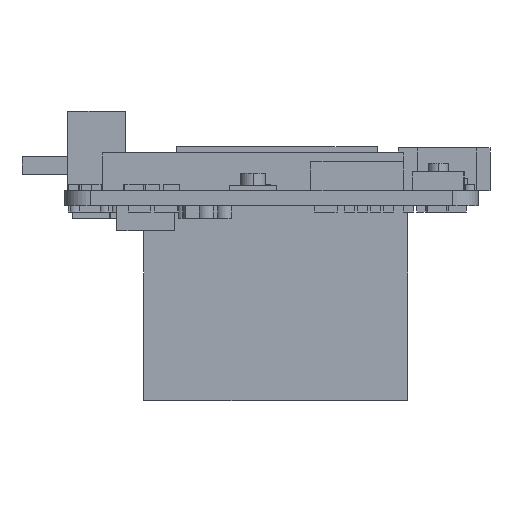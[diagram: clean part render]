
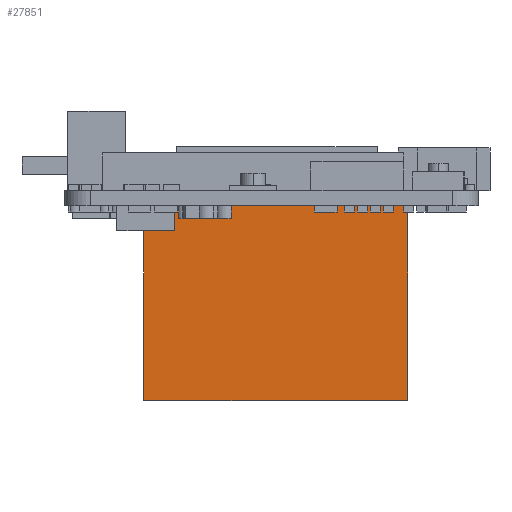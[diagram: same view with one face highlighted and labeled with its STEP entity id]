
A CAD part, front view. The second image highlights one B-rep face of the part: STEP entity #27851.
In plain terms, the highlighted planar face has unit normal (0, -1, 0).
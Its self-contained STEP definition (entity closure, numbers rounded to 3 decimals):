
#7408=DIRECTION('',(-1.,0.,0.));
#7409=VECTOR('',#7408,21.);
#7410=CARTESIAN_POINT('',(36.387,28.253,-1.2));
#7411=LINE('',#7410,#7409);
#9585=DIRECTION('',(0.,0.,-1.));
#9586=VECTOR('',#9585,15.5);
#9587=CARTESIAN_POINT('',(36.387,28.253,-1.2));
#9588=LINE('',#9587,#9586);
#9597=DIRECTION('',(0.,0.,-1.));
#9598=VECTOR('',#9597,15.5);
#9599=CARTESIAN_POINT('',(15.387,28.253,-1.2));
#9600=LINE('',#9599,#9598);
#9601=DIRECTION('',(-1.,0.,0.));
#9602=VECTOR('',#9601,21.);
#9603=CARTESIAN_POINT('',(36.387,28.253,-16.7));
#9604=LINE('',#9603,#9602);
#13009=CARTESIAN_POINT('',(36.387,28.253,-16.7));
#13010=CARTESIAN_POINT('',(15.387,28.253,-16.7));
#13011=VERTEX_POINT('',#13009);
#13012=VERTEX_POINT('',#13010);
#13017=CARTESIAN_POINT('',(36.387,28.253,-1.2));
#13018=CARTESIAN_POINT('',(15.387,28.253,-1.2));
#13019=VERTEX_POINT('',#13017);
#13020=VERTEX_POINT('',#13018);
#27837=CARTESIAN_POINT('',(36.387,28.253,-1.2));
#27838=DIRECTION('',(0.,-1.,0.));
#27839=DIRECTION('',(-1.,0.,0.));
#27840=AXIS2_PLACEMENT_3D('',#27837,#27838,#27839);
#27841=PLANE('',#27840);
#27842=ORIENTED_EDGE('',*,*,#22984,.F.);
#27844=ORIENTED_EDGE('',*,*,#27843,.T.);
#27846=ORIENTED_EDGE('',*,*,#27845,.T.);
#27848=ORIENTED_EDGE('',*,*,#27847,.F.);
#27849=EDGE_LOOP('',(#27842,#27844,#27846,#27848));
#27850=FACE_OUTER_BOUND('',#27849,.F.);
#22984=EDGE_CURVE('',#13019,#13020,#7411,.T.);
#27843=EDGE_CURVE('',#13019,#13011,#9588,.T.);
#27845=EDGE_CURVE('',#13011,#13012,#9604,.T.);
#27847=EDGE_CURVE('',#13020,#13012,#9600,.T.);
#27851=ADVANCED_FACE('',(#27850),#27841,.T.);
